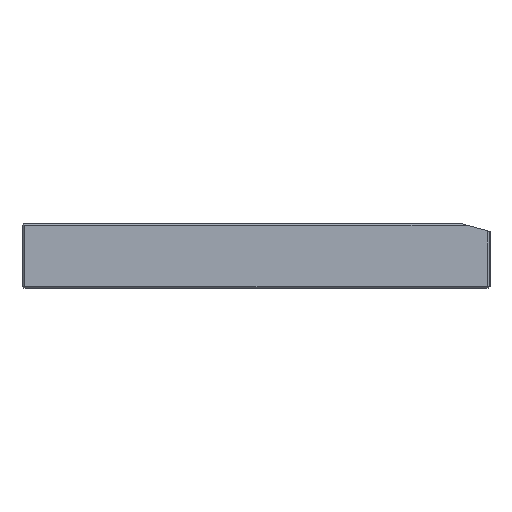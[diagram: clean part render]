
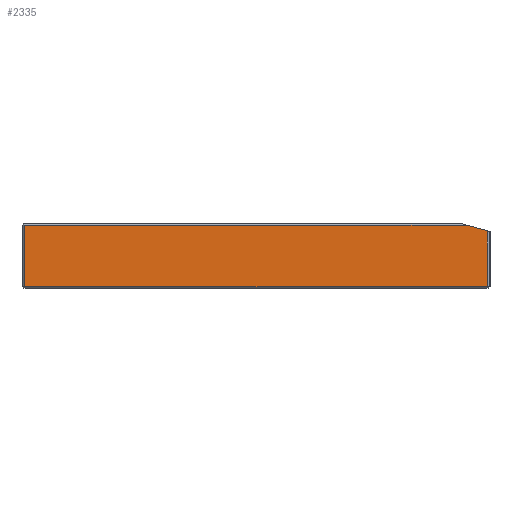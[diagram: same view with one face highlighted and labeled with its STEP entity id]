
A CAD part, left-side view. The second image highlights one B-rep face of the part: STEP entity #2335.
In plain terms, the highlighted planar face has unit normal (-1, 0, 0).
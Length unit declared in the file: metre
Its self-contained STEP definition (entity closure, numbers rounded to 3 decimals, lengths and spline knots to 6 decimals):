
#405=ORIENTED_EDGE('',*,*,#1058,.T.);
#406=ORIENTED_EDGE('',*,*,#1059,.T.);
#407=ORIENTED_EDGE('',*,*,#1060,.T.);
#408=ORIENTED_EDGE('',*,*,#1061,.T.);
#409=ORIENTED_EDGE('',*,*,#1062,.T.);
#1058=EDGE_CURVE('',#1373,#1374,#1550,.T.);
#1059=EDGE_CURVE('',#1374,#1375,#1551,.T.);
#1060=EDGE_CURVE('',#1375,#1376,#1552,.T.);
#1061=EDGE_CURVE('',#1376,#1377,#1553,.T.);
#1062=EDGE_CURVE('',#1377,#1373,#1554,.T.);
#1373=VERTEX_POINT('',#3864);
#1374=VERTEX_POINT('',#3865);
#1375=VERTEX_POINT('',#3867);
#1376=VERTEX_POINT('',#3869);
#1377=VERTEX_POINT('',#3871);
#1550=LINE('',#3863,#1772);
#1551=LINE('',#3866,#1773);
#1552=LINE('',#3868,#1774);
#1553=LINE('',#3870,#1775);
#1554=LINE('',#3872,#1776);
#1772=VECTOR('',#3041,1.);
#1773=VECTOR('',#3042,1.);
#1774=VECTOR('',#3043,1.);
#1775=VECTOR('',#3044,1.);
#1776=VECTOR('',#3045,1.);
#1911=EDGE_LOOP('',(#405,#406,#407,#408,#409));
#2091=FACE_BOUND('',#1911,.T.);
#2247=PLANE('',#2568);
#2335=ADVANCED_FACE('',(#2091),#2247,.F.);
#2568=AXIS2_PLACEMENT_3D('',#3862,#3039,#3040);
#3039=DIRECTION('',(1.,0.,0.));
#3040=DIRECTION('',(0.,0.,-1.));
#3041=DIRECTION('',(0.,0.,-1.));
#3042=DIRECTION('',(0.,-1.,0.));
#3043=DIRECTION('',(0.,0.,1.));
#3044=DIRECTION('',(0.,0.965,0.263));
#3045=DIRECTION('',(0.,1.,0.));
#3862=CARTESIAN_POINT('',(-0.117475,0.,0.0128));
#3863=CARTESIAN_POINT('',(-0.117475,0.046275,0.0128));
#3864=CARTESIAN_POINT('',(-0.117475,0.046275,0.01255));
#3865=CARTESIAN_POINT('',(-0.117475,0.046275,0.00025));
#3866=CARTESIAN_POINT('',(-0.117475,0.,0.00025));
#3867=CARTESIAN_POINT('',(-0.117475,-0.046275,0.00025));
#3868=CARTESIAN_POINT('',(-0.117475,-0.046275,0.0128));
#3869=CARTESIAN_POINT('',(-0.117475,-0.046275,0.011436));
#3870=CARTESIAN_POINT('',(-0.117475,-0.002858,0.023278));
#3871=CARTESIAN_POINT('',(-0.117475,-0.042192,0.01255));
#3872=CARTESIAN_POINT('',(-0.117475,0.046275,0.01255));
